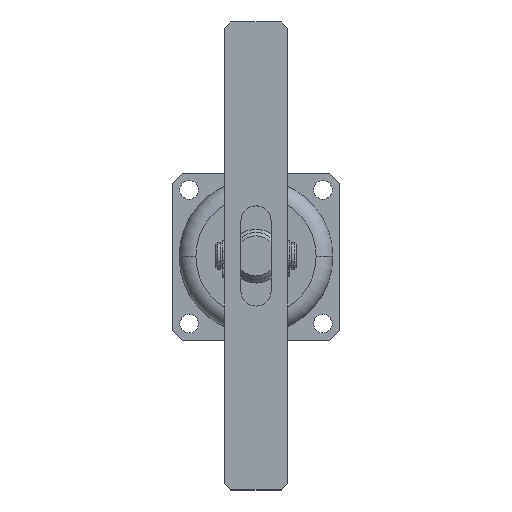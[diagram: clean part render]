
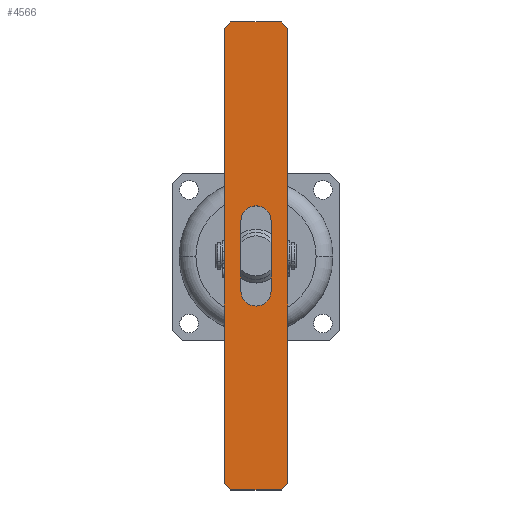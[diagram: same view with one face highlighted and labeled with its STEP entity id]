
A CAD part, top view. The second image highlights one B-rep face of the part: STEP entity #4566.
In plain terms, the highlighted face is planar.
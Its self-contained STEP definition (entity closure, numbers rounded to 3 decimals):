
#20 = CARTESIAN_POINT ( 'NONE',  ( 10.5, -9.5, -4.5 ) ) ;
#22 = CARTESIAN_POINT ( 'NONE',  ( -68., -9.5, 9.5 ) ) ;
#43 = CARTESIAN_POINT ( 'NONE',  ( 10.5, -9.5, 4.5 ) ) ;
#51 = CARTESIAN_POINT ( 'NONE',  ( -10.5, -9.5, -4.5 ) ) ;
#62 = CARTESIAN_POINT ( 'NONE',  ( -10.5, -9.5, 4.5 ) ) ;
#219 = CARTESIAN_POINT ( 'NONE',  ( 70., -9.5, 7.5 ) ) ;
#221 = CARTESIAN_POINT ( 'NONE',  ( -70., -9.5, -7.5 ) ) ;
#222 = CARTESIAN_POINT ( 'NONE',  ( -70., -9.5, 7.5 ) ) ;
#224 = CARTESIAN_POINT ( 'NONE',  ( -68., -9.5, -9.5 ) ) ;
#226 = CARTESIAN_POINT ( 'NONE',  ( 68., -9.5, 9.5 ) ) ;
#230 = CARTESIAN_POINT ( 'NONE',  ( 68., -9.5, -9.5 ) ) ;
#235 = CARTESIAN_POINT ( 'NONE',  ( 70., -9.5, -7.5 ) ) ;
#427 = EDGE_CURVE ( 'NONE', #2586, #2575, #2268, .T. ) ;
#1376 = DIRECTION ( 'NONE',  ( 0., 0., 1. ) ) ;
#1380 = CARTESIAN_POINT ( 'NONE',  ( -70., -9.5, 9.5 ) ) ;
#1392 = DIRECTION ( 'NONE',  ( -1., 0., 0. ) ) ;
#1396 = DIRECTION ( 'NONE',  ( 1., 0., 0. ) ) ;
#1401 = CARTESIAN_POINT ( 'NONE',  ( -70., -9.5, -9.5 ) ) ;
#1405 = CARTESIAN_POINT ( 'NONE',  ( -70., -9.5, -9.5 ) ) ;
#1840 = AXIS2_PLACEMENT_3D ( 'NONE', #3622, #3615, #3614 ) ;
#1942 = VECTOR ( 'NONE', #5604, 1000. ) ;
#1944 = VECTOR ( 'NONE', #5619, 1000. ) ;
#1945 = LINE ( 'NONE', #5618, #1942 ) ;
#1946 = VECTOR ( 'NONE', #5630, 1000. ) ;
#1947 = LINE ( 'NONE', #5632, #1944 ) ;
#1949 = VECTOR ( 'NONE', #5664, 1000. ) ;
#1953 = LINE ( 'NONE', #5665, #1949 ) ;
#1954 = VECTOR ( 'NONE', #5649, 1000. ) ;
#1955 = CIRCLE ( 'NONE', #2872, 4.5 ) ;
#1956 = LINE ( 'NONE', #5678, #1954 ) ;
#1957 = VECTOR ( 'NONE', #5675, 1000. ) ;
#1959 = LINE ( 'NONE', #5642, #1946 ) ;
#1961 = LINE ( 'NONE', #5679, #1957 ) ;
#1971 = CIRCLE ( 'NONE', #2873, 4.5 ) ;
#1983 = VECTOR ( 'NONE', #1396, 1000. ) ;
#1986 = LINE ( 'NONE', #1380, #1983 ) ;
#1989 = VECTOR ( 'NONE', #1376, 1000. ) ;
#1997 = VECTOR ( 'NONE', #1392, 1000. ) ;
#2000 = LINE ( 'NONE', #1405, #1989 ) ;
#2002 = LINE ( 'NONE', #1401, #1997 ) ;
#2156 = FACE_OUTER_BOUND ( 'NONE', #3873, .T. ) ;
#2165 = FACE_BOUND ( 'NONE', #3937, .T. ) ;
#2256 = VECTOR ( 'NONE', #4795, 1000. ) ;
#2268 = LINE ( 'NONE', #4818, #2256 ) ;
#2562 = VERTEX_POINT ( 'NONE', #62 ) ;
#2564 = VERTEX_POINT ( 'NONE', #51 ) ;
#2568 = VERTEX_POINT ( 'NONE', #43 ) ;
#2571 = VERTEX_POINT ( 'NONE', #22 ) ;
#2572 = VERTEX_POINT ( 'NONE', #20 ) ;
#2575 = VERTEX_POINT ( 'NONE', #235 ) ;
#2578 = VERTEX_POINT ( 'NONE', #230 ) ;
#2580 = VERTEX_POINT ( 'NONE', #226 ) ;
#2582 = VERTEX_POINT ( 'NONE', #224 ) ;
#2583 = VERTEX_POINT ( 'NONE', #222 ) ;
#2584 = VERTEX_POINT ( 'NONE', #221 ) ;
#2586 = VERTEX_POINT ( 'NONE', #219 ) ;
#2872 = AXIS2_PLACEMENT_3D ( 'NONE', #5640, #5635, #5634 ) ;
#2873 = AXIS2_PLACEMENT_3D ( 'NONE', #5663, #5670, #5659 ) ;
#3614 = DIRECTION ( 'NONE',  ( 0., 0., 1. ) ) ;
#3615 = DIRECTION ( 'NONE',  ( 0., 1., 0. ) ) ;
#3618 = PLANE ( 'NONE',  #1840 ) ;
#3622 = CARTESIAN_POINT ( 'NONE',  ( 0., -9.5, 0. ) ) ;
#3873 = EDGE_LOOP ( 'NONE', ( #6304, #6305, #6306, #6307, #6308, #6309, #6310, #6311 ) ) ;
#3937 = EDGE_LOOP ( 'NONE', ( #6300, #6301, #6302, #6303 ) ) ;
#4566 = ADVANCED_FACE ( 'NONE', ( #2165, #2156 ), #3618, .F. ) ;
#4795 = DIRECTION ( 'NONE',  ( 0., 0., -1. ) ) ;
#4818 = CARTESIAN_POINT ( 'NONE',  ( 70., -9.5, -9.5 ) ) ;
#5351 = EDGE_CURVE ( 'NONE', #2578, #2582, #2002, .T. ) ;
#5355 = EDGE_CURVE ( 'NONE', #2584, #2583, #2000, .T. ) ;
#5358 = EDGE_CURVE ( 'NONE', #2571, #2580, #1986, .T. ) ;
#5370 = EDGE_CURVE ( 'NONE', #2572, #2564, #1961, .T. ) ;
#5371 = EDGE_CURVE ( 'NONE', #2564, #2562, #1971, .T. ) ;
#5372 = EDGE_CURVE ( 'NONE', #2562, #2568, #1956, .T. ) ;
#5373 = EDGE_CURVE ( 'NONE', #2568, #2572, #1955, .T. ) ;
#5374 = EDGE_CURVE ( 'NONE', #2586, #2580, #1953, .T. ) ;
#5375 = EDGE_CURVE ( 'NONE', #2571, #2583, #1959, .T. ) ;
#5376 = EDGE_CURVE ( 'NONE', #2584, #2582, #1947, .T. ) ;
#5377 = EDGE_CURVE ( 'NONE', #2578, #2575, #1945, .T. ) ;
#5604 = DIRECTION ( 'NONE',  ( 0.707, 0., 0.707 ) ) ;
#5618 = CARTESIAN_POINT ( 'NONE',  ( 68., -9.5, -9.5 ) ) ;
#5619 = DIRECTION ( 'NONE',  ( 0.707, 0., -0.707 ) ) ;
#5630 = DIRECTION ( 'NONE',  ( -0.707, 0., -0.707 ) ) ;
#5632 = CARTESIAN_POINT ( 'NONE',  ( -70., -9.5, -7.5 ) ) ;
#5634 = DIRECTION ( 'NONE',  ( 0., 0., 1. ) ) ;
#5635 = DIRECTION ( 'NONE',  ( 0., 1., 0. ) ) ;
#5640 = CARTESIAN_POINT ( 'NONE',  ( 10.5, -9.5, 0. ) ) ;
#5642 = CARTESIAN_POINT ( 'NONE',  ( -68., -9.5, 9.5 ) ) ;
#5649 = DIRECTION ( 'NONE',  ( 1., 0., 0. ) ) ;
#5659 = DIRECTION ( 'NONE',  ( 0., 0., 1. ) ) ;
#5663 = CARTESIAN_POINT ( 'NONE',  ( -10.5, -9.5, 0. ) ) ;
#5664 = DIRECTION ( 'NONE',  ( -0.707, 0., 0.707 ) ) ;
#5665 = CARTESIAN_POINT ( 'NONE',  ( 70., -9.5, 7.5 ) ) ;
#5670 = DIRECTION ( 'NONE',  ( 0., 1., 0. ) ) ;
#5675 = DIRECTION ( 'NONE',  ( -1., 0., 0. ) ) ;
#5678 = CARTESIAN_POINT ( 'NONE',  ( -10.5, -9.5, 4.5 ) ) ;
#5679 = CARTESIAN_POINT ( 'NONE',  ( -10.5, -9.5, -4.5 ) ) ;
#6300 = ORIENTED_EDGE ( 'NONE', *, *, #5370, .T. ) ;
#6301 = ORIENTED_EDGE ( 'NONE', *, *, #5371, .T. ) ;
#6302 = ORIENTED_EDGE ( 'NONE', *, *, #5372, .T. ) ;
#6303 = ORIENTED_EDGE ( 'NONE', *, *, #5373, .T. ) ;
#6304 = ORIENTED_EDGE ( 'NONE', *, *, #427, .F. ) ;
#6305 = ORIENTED_EDGE ( 'NONE', *, *, #5374, .T. ) ;
#6306 = ORIENTED_EDGE ( 'NONE', *, *, #5358, .F. ) ;
#6307 = ORIENTED_EDGE ( 'NONE', *, *, #5375, .T. ) ;
#6308 = ORIENTED_EDGE ( 'NONE', *, *, #5355, .F. ) ;
#6309 = ORIENTED_EDGE ( 'NONE', *, *, #5376, .T. ) ;
#6310 = ORIENTED_EDGE ( 'NONE', *, *, #5351, .F. ) ;
#6311 = ORIENTED_EDGE ( 'NONE', *, *, #5377, .T. ) ;
